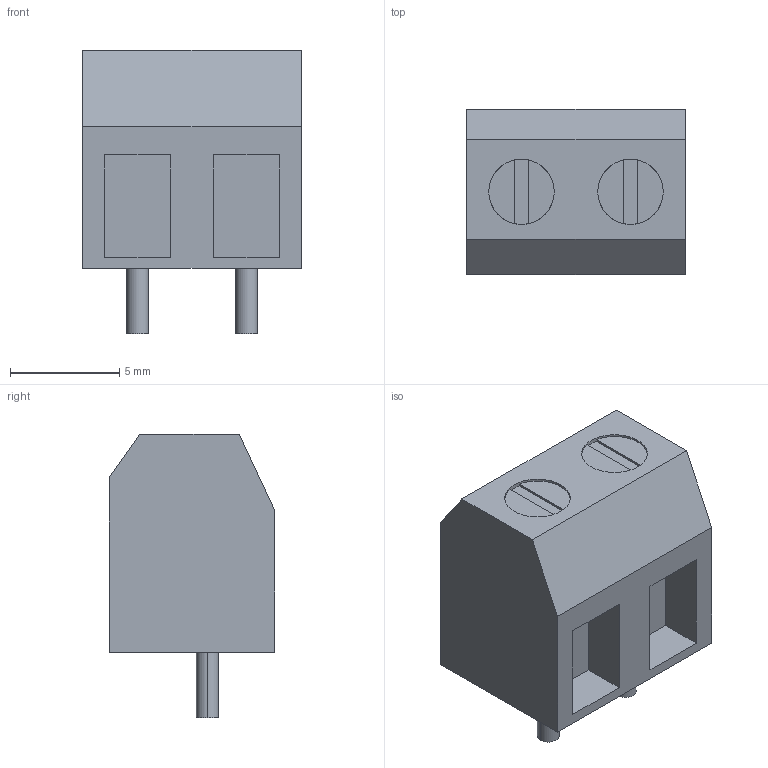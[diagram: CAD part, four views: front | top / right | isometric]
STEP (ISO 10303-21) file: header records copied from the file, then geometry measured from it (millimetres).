
FILE_DESCRIPTION (( 'STEP AP214' ), '1' );
FILE_NAME ('DG301-5.0-02P.STEP', '2022-09-05T05:24:42', ( '' ), ( '' ), 'SwSTEP 2.0', 'SolidWorks 2019', '' );
FILE_SCHEMA (( 'AUTOMOTIVE_DESIGN' ));
Length unit declared in the file: millimetre
Products named in the file (1): DG301-5.0-02P
Bounding box: 10 x 7.6 x 13 mm (x, y, z)
Volume: 664 mm3; surface area: 556.9 mm2
Topology: 1 solids, 1 shells, 38 faces, 90 edges, 60 vertices
Faces by surface type: plane 30, cylinder 8
Entity records: 1462 total; most frequent: DIRECTION 192, CARTESIAN_POINT 189, ORIENTED_EDGE 180, EDGE_CURVE 90, VECTOR 66, LINE 66, AXIS2_PLACEMENT_3D 63, VERTEX_POINT 60
